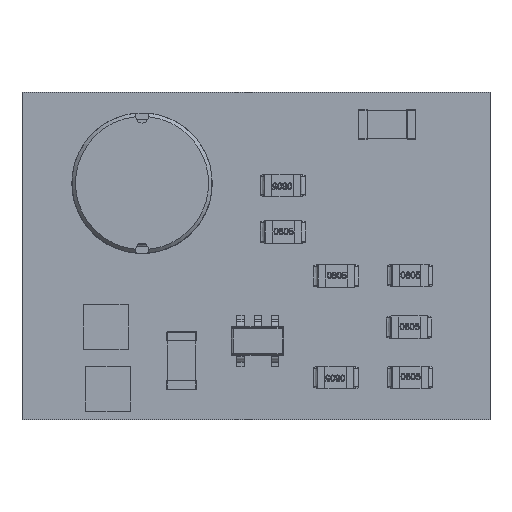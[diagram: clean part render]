
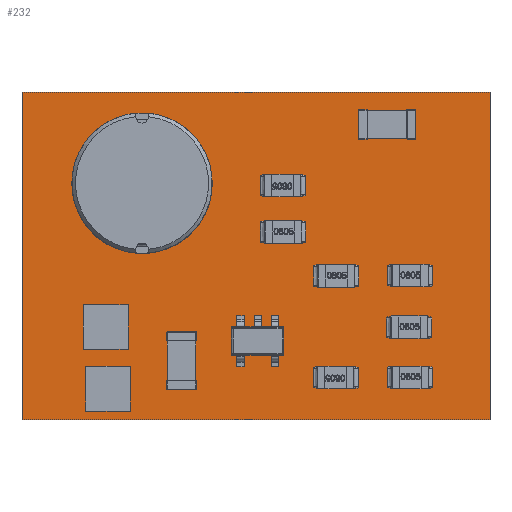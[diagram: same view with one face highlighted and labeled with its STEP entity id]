
A CAD part, top view. The second image highlights one B-rep face of the part: STEP entity #232.
In plain terms, the highlighted planar face has unit normal (0, 0, 1).
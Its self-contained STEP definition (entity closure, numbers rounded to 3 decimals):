
#103 = VERTEX_POINT('',#104);
#104 = CARTESIAN_POINT('',(100.,100.,0.));
#110 = EDGE_CURVE('',#103,#111,#113,.T.);
#111 = VERTEX_POINT('',#112);
#112 = CARTESIAN_POINT('',(100.,118.2,0.));
#113 = LINE('',#114,#115);
#114 = CARTESIAN_POINT('',(100.,100.,0.));
#115 = VECTOR('',#116,1.);
#116 = DIRECTION('',(0.,1.,0.));
#141 = EDGE_CURVE('',#111,#142,#144,.T.);
#142 = VERTEX_POINT('',#143);
#143 = CARTESIAN_POINT('',(126.,118.2,0.));
#144 = LINE('',#145,#146);
#145 = CARTESIAN_POINT('',(100.,118.2,0.));
#146 = VECTOR('',#147,1.);
#147 = DIRECTION('',(1.,0.,0.));
#172 = EDGE_CURVE('',#142,#173,#175,.T.);
#173 = VERTEX_POINT('',#174);
#174 = CARTESIAN_POINT('',(126.,100.,0.));
#175 = LINE('',#176,#177);
#176 = CARTESIAN_POINT('',(126.,118.2,0.));
#177 = VECTOR('',#178,1.);
#178 = DIRECTION('',(0.,-1.,0.));
#203 = EDGE_CURVE('',#173,#103,#204,.T.);
#204 = LINE('',#205,#206);
#205 = CARTESIAN_POINT('',(126.,100.,0.));
#206 = VECTOR('',#207,1.);
#207 = DIRECTION('',(-1.,0.,0.));
#232 = ADVANCED_FACE('',(#233),#239,.T.);
#233 = FACE_BOUND('',#234,.F.);
#234 = EDGE_LOOP('',(#235,#236,#237,#238));
#235 = ORIENTED_EDGE('',*,*,#110,.T.);
#236 = ORIENTED_EDGE('',*,*,#141,.T.);
#237 = ORIENTED_EDGE('',*,*,#172,.T.);
#238 = ORIENTED_EDGE('',*,*,#203,.T.);
#239 = PLANE('',#240);
#240 = AXIS2_PLACEMENT_3D('',#241,#242,#243);
#241 = CARTESIAN_POINT('',(100.,100.,0.));
#242 = DIRECTION('',(0.,0.,1.));
#243 = DIRECTION('',(1.,0.,0.));
